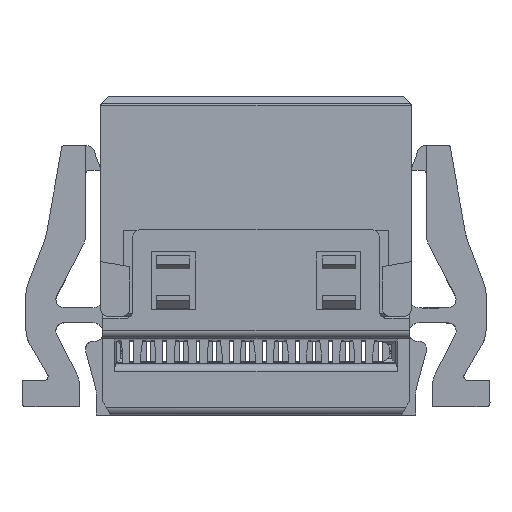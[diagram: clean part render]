
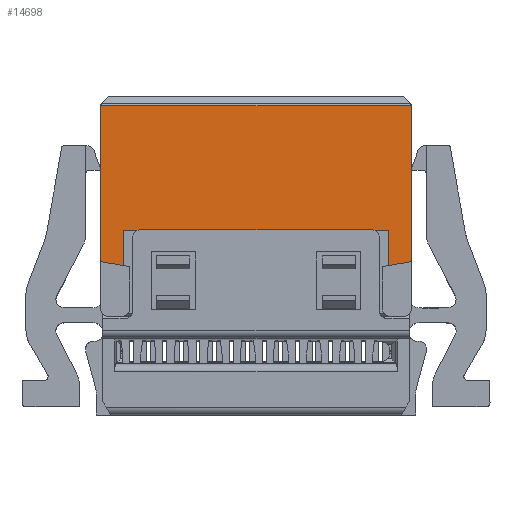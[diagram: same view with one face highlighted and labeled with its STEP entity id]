
A CAD part, top view. The second image highlights one B-rep face of the part: STEP entity #14698.
In plain terms, the highlighted planar face has unit normal (0, 0, 1).
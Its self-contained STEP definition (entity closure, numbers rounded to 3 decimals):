
#14648=AXIS2_PLACEMENT_3D('Plane Axis2P3D',#14645,#14646,#14647) ;
#9233=CARTESIAN_POINT('Vertex',(14.925,11.859,4.325)) ;
#9236=CARTESIAN_POINT('Line Origine',(14.925,8.869,4.325)) ;
#9240=CARTESIAN_POINT('Vertex',(14.925,5.88,4.325)) ;
#9403=CARTESIAN_POINT('Vertex',(3.015,5.88,4.325)) ;
#9406=CARTESIAN_POINT('Line Origine',(3.015,8.869,4.325)) ;
#9410=CARTESIAN_POINT('Vertex',(3.015,11.859,4.325)) ;
#14645=CARTESIAN_POINT('Axis2P3D Location',(2.771,12.4,4.325)) ;
#14650=CARTESIAN_POINT('Line Origine',(8.97,11.859,4.325)) ;
#14655=CARTESIAN_POINT('Line Origine',(3.455,5.802,4.325)) ;
#14659=CARTESIAN_POINT('Vertex',(3.895,5.725,4.325)) ;
#14662=CARTESIAN_POINT('Line Origine',(3.895,6.402,4.325)) ;
#14666=CARTESIAN_POINT('Vertex',(3.895,7.08,4.325)) ;
#14669=CARTESIAN_POINT('Line Origine',(8.97,7.08,4.325)) ;
#14673=CARTESIAN_POINT('Vertex',(14.045,7.08,4.325)) ;
#14676=CARTESIAN_POINT('Line Origine',(14.045,6.402,4.325)) ;
#14680=CARTESIAN_POINT('Vertex',(14.045,5.725,4.325)) ;
#14683=CARTESIAN_POINT('Line Origine',(14.485,5.802,4.325)) ;
#9237=DIRECTION('Vector Direction',(0.,1.,0.)) ;
#9407=DIRECTION('Vector Direction',(0.,-1.,0.)) ;
#14646=DIRECTION('Axis2P3D Direction',(-0.,0.,1.)) ;
#14647=DIRECTION('Axis2P3D XDirection',(0.,-1.,0.)) ;
#14651=DIRECTION('Vector Direction',(-1.,0.,0.)) ;
#14656=DIRECTION('Vector Direction',(0.985,-0.174,0.)) ;
#14663=DIRECTION('Vector Direction',(0.,1.,0.)) ;
#14670=DIRECTION('Vector Direction',(1.,0.,0.)) ;
#14677=DIRECTION('Vector Direction',(0.,-1.,0.)) ;
#14684=DIRECTION('Vector Direction',(0.985,0.174,0.)) ;
#9238=VECTOR('Line Direction',#9237,1.) ;
#9408=VECTOR('Line Direction',#9407,1.) ;
#14652=VECTOR('Line Direction',#14651,1.) ;
#14657=VECTOR('Line Direction',#14656,1.) ;
#14664=VECTOR('Line Direction',#14663,1.) ;
#14671=VECTOR('Line Direction',#14670,1.) ;
#14678=VECTOR('Line Direction',#14677,1.) ;
#14685=VECTOR('Line Direction',#14684,1.) ;
#14689=ORIENTED_EDGE('',*,*,#14654,.T.) ;
#14690=ORIENTED_EDGE('',*,*,#9412,.T.) ;
#14691=ORIENTED_EDGE('',*,*,#14661,.T.) ;
#14692=ORIENTED_EDGE('',*,*,#14668,.T.) ;
#14693=ORIENTED_EDGE('',*,*,#14675,.T.) ;
#14694=ORIENTED_EDGE('',*,*,#14682,.T.) ;
#14695=ORIENTED_EDGE('',*,*,#14687,.T.) ;
#14696=ORIENTED_EDGE('',*,*,#9242,.T.) ;
#14698=ADVANCED_FACE('Hauptk\X2\00F6\X0\rper',(#14697),#14649,.T.) ;
#9242=EDGE_CURVE('',#9241,#9234,#9239,.T.) ;
#9412=EDGE_CURVE('',#9411,#9404,#9409,.T.) ;
#14654=EDGE_CURVE('',#9234,#9411,#14653,.T.) ;
#14661=EDGE_CURVE('',#9404,#14660,#14658,.T.) ;
#14668=EDGE_CURVE('',#14660,#14667,#14665,.T.) ;
#14675=EDGE_CURVE('',#14667,#14674,#14672,.T.) ;
#14682=EDGE_CURVE('',#14674,#14681,#14679,.T.) ;
#14687=EDGE_CURVE('',#14681,#9241,#14686,.T.) ;
#14688=EDGE_LOOP('',(#14689,#14690,#14691,#14692,#14693,#14694,#14695,#14696)) ;
#14697=FACE_OUTER_BOUND('',#14688,.T.) ;
#9239=LINE('Line',#9236,#9238) ;
#9409=LINE('Line',#9406,#9408) ;
#14653=LINE('Line',#14650,#14652) ;
#14658=LINE('Line',#14655,#14657) ;
#14665=LINE('Line',#14662,#14664) ;
#14672=LINE('Line',#14669,#14671) ;
#14679=LINE('Line',#14676,#14678) ;
#14686=LINE('Line',#14683,#14685) ;
#14649=PLANE('',#14648) ;
#9234=VERTEX_POINT('',#9233) ;
#9241=VERTEX_POINT('',#9240) ;
#9404=VERTEX_POINT('',#9403) ;
#9411=VERTEX_POINT('',#9410) ;
#14660=VERTEX_POINT('',#14659) ;
#14667=VERTEX_POINT('',#14666) ;
#14674=VERTEX_POINT('',#14673) ;
#14681=VERTEX_POINT('',#14680) ;
